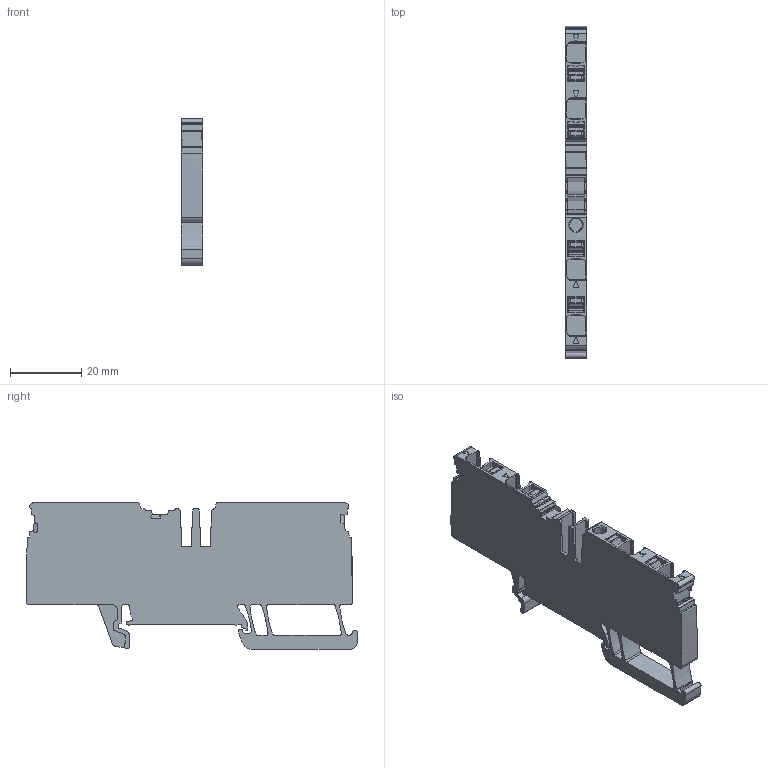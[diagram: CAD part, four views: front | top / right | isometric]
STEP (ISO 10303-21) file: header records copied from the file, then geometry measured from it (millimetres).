
FILE_DESCRIPTION(('CATIA V5 STEP Exchange','CAx-IF Rec.Pracs.--- Model Styling and Organization---1.5--- 2016-08-15','CAx-IF Rec.Pracs.---Supplemental Geometry---1.0---2011-11-01','CAx-IF Rec.Pracs.--- Composite Materials ---1.1---2010-07-15'),'2;1');
FILE_NAME ('1442560-6_1', '2024-05-30T09:49:01+00:00', ('none'), ('Weidmueller'), 'CATIA Version 5-6 Release 2022 SP4 HF5', 'CATIA V5 STEP AP214 v3', 'none');
FILE_SCHEMA(('AUTOMOTIVE_DESIGN { 1 0 10303 214 1 1 1 1 }'));
Length unit declared in the file: millimetre
Products named in the file (1): 2874860000
Bounding box: 6.1 x 93.29 x 41.1 mm (x, y, z)
Volume: 15496 mm3; surface area: 10079.9 mm2
Topology: 1 solids, 2 shells, 777 faces, 2139 edges, 1374 vertices
Faces by surface type: cylinder 369, plane 309, bspline 40, torus 28, extrusion 26, sphere 3, cone 2
Entity records: 25958 total; most frequent: CARTESIAN_POINT 6903, ORIENTED_EDGE 4272, DIRECTION 3220, EDGE_CURVE 2136, VERTEX_POINT 1374, AXIS2_PLACEMENT_3D 1290, VECTOR 1265, LINE 1239
